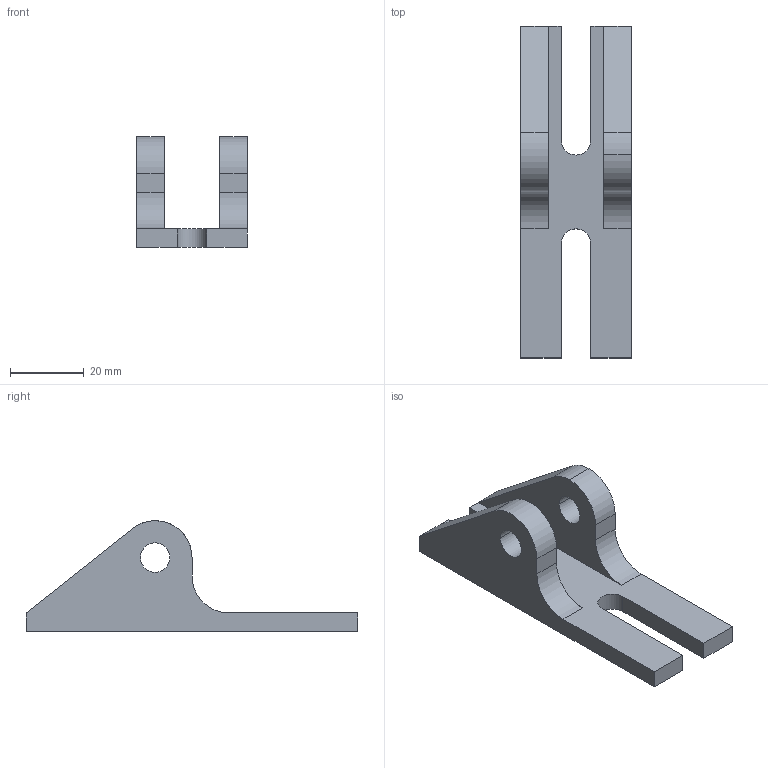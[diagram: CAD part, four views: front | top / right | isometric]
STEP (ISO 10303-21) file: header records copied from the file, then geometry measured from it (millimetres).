
FILE_DESCRIPTION (( 'STEP AP214' ), '1' );
FILE_NAME ('Support amortisseur2020.STEP', '2020-11-24T07:02:03', ( '' ), ( '' ), 'SwSTEP 2.0', 'SolidWorks 2020', '' );
FILE_SCHEMA (( 'AUTOMOTIVE_DESIGN' ));
Length unit declared in the file: millimetre
Products named in the file (1): Support amortisseur2020
Bounding box: 30 x 90 x 30 mm (x, y, z)
Volume: 20960.8 mm3; surface area: 9641 mm2
Topology: 1 solids, 1 shells, 29 faces, 79 edges, 52 vertices
Faces by surface type: plane 18, cylinder 11
Entity records: 961 total; most frequent: DIRECTION 161, CARTESIAN_POINT 161, ORIENTED_EDGE 158, EDGE_CURVE 79, LINE 57, VECTOR 57, AXIS2_PLACEMENT_3D 52, VERTEX_POINT 52
